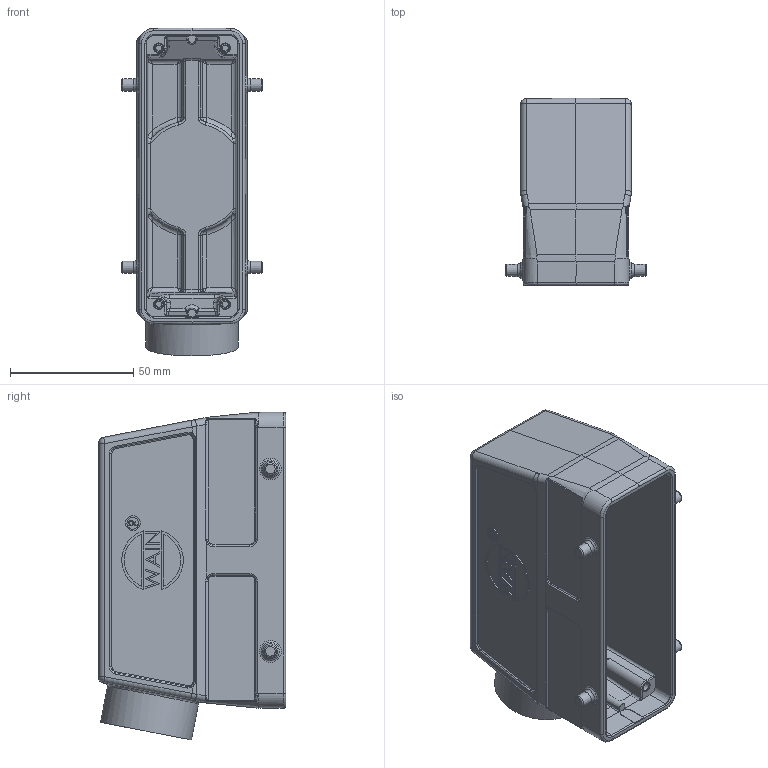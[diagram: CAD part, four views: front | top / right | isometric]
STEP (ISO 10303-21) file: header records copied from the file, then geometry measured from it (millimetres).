
FILE_DESCRIPTION(/* description */ (''),/* implementation_level */ '2;1');
FILE_NAME(/* name */ '3D_1116245355012_EMC.H24B-SEH-4B-PG29_V1.1_stp.stp',/* time_stamp */ '2024-02-04T20:04:29+08:00',/* author */ (''),/* organization */ (''),/* preprocessor_version */ 'ST-DEVELOPER v18.1',/* originating_system */ 'SIEMENS PLM Software NX 1980',/* authorisation */ '');
FILE_SCHEMA (('TECHNICAL_DATA_PACKAGING'));
Length unit declared in the file: millimetre
Products named in the file (1): 3D_1116245355012_EMC.H24B-SEH-4B-PG29_V1.1_stp
Bounding box: 57 x 76 x 133.05 mm (x, y, z)
Volume: 93460.7 mm3; surface area: 56456.2 mm2
Topology: 1 solids, 1 shells, 686 faces, 1681 edges, 1017 vertices
Faces by surface type: plane 247, cylinder 187, bspline 123, torus 77, cone 34, sphere 12, extrusion 6
Full cylindrical faces by diameter (mm): 2.5 x4, 3.5 x4, 4.8 x2, 6 x2, 32 x1, 35.4 x1, 37.573 x1
Entity records: 23156 total; most frequent: CARTESIAN_POINT 7939, ORIENTED_EDGE 3208, DIRECTION 3048, EDGE_CURVE 1604, AXIS2_PLACEMENT_3D 1142, VERTEX_POINT 1001, EDGE_LOOP 769, VECTOR 764
